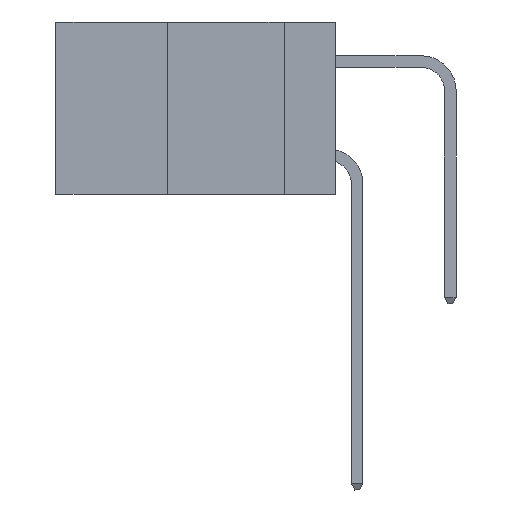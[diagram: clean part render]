
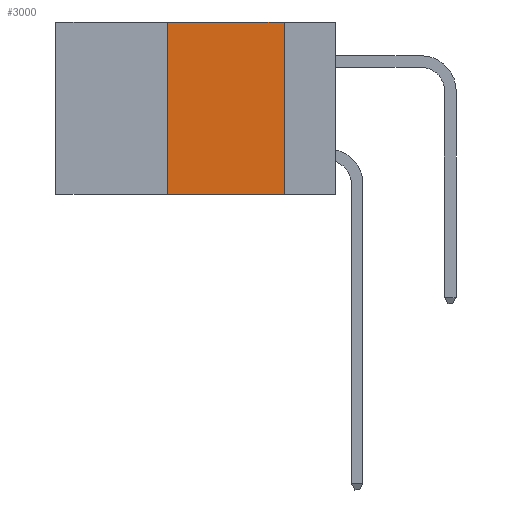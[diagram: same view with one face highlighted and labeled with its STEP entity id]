
A CAD part, left-side view. The second image highlights one B-rep face of the part: STEP entity #3000.
In plain terms, the highlighted planar face has unit normal (-1, 0, 0).
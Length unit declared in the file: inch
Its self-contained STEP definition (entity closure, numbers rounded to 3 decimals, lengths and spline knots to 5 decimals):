
#383 = VECTOR ( 'NONE', #20141, 39.37008 ) ;
#1088 = CARTESIAN_POINT ( 'NONE',  ( 0., 0.36, 0. ) ) ;
#1289 = VECTOR ( 'NONE', #4671, 39.37008 ) ;
#1422 = VERTEX_POINT ( 'NONE', #12510 ) ;
#1870 = ORIENTED_EDGE ( 'NONE', *, *, #8112, .F. ) ;
#1894 = DIRECTION ( 'NONE',  ( 0., 0., -1. ) ) ;
#2477 = CARTESIAN_POINT ( 'NONE',  ( 0., 0.36, 0. ) ) ;
#3000 = ADVANCED_FACE ( 'NONE', ( #10113 ), #6491, .F. ) ;
#3478 = LINE ( 'NONE', #12349, #1289 ) ;
#4671 = DIRECTION ( 'NONE',  ( 0., -1., 0. ) ) ;
#4846 = VECTOR ( 'NONE', #15366, 39.37008 ) ;
#4964 = DIRECTION ( 'NONE',  ( 1., 0., 0. ) ) ;
#5200 = LINE ( 'NONE', #15529, #12074 ) ;
#6056 = DIRECTION ( 'NONE',  ( 0., 0., -1. ) ) ;
#6491 = PLANE ( 'NONE',  #8797 ) ;
#6492 = EDGE_CURVE ( 'NONE', #9523, #19006, #6791, .T. ) ;
#6535 = EDGE_LOOP ( 'NONE', ( #1870, #6672, #14822, #7722 ) ) ;
#6672 = ORIENTED_EDGE ( 'NONE', *, *, #6492, .F. ) ;
#6791 = LINE ( 'NONE', #10578, #383 ) ;
#7476 = CARTESIAN_POINT ( 'NONE',  ( 0., 0.36, -0.37 ) ) ;
#7722 = ORIENTED_EDGE ( 'NONE', *, *, #14505, .T. ) ;
#8112 = EDGE_CURVE ( 'NONE', #19006, #1422, #5200, .T. ) ;
#8797 = AXIS2_PLACEMENT_3D ( 'NONE', #18865, #4964, #1894 ) ;
#9523 = VERTEX_POINT ( 'NONE', #2477 ) ;
#10113 = FACE_OUTER_BOUND ( 'NONE', #6535, .T. ) ;
#10578 = CARTESIAN_POINT ( 'NONE',  ( 0., 0.6, 0. ) ) ;
#11398 = VERTEX_POINT ( 'NONE', #7476 ) ;
#12074 = VECTOR ( 'NONE', #6056, 39.37008 ) ;
#12349 = CARTESIAN_POINT ( 'NONE',  ( 0., 0.6, -0.37 ) ) ;
#12510 = CARTESIAN_POINT ( 'NONE',  ( 0., 0.11, -0.37 ) ) ;
#14505 = EDGE_CURVE ( 'NONE', #11398, #1422, #3478, .T. ) ;
#14822 = ORIENTED_EDGE ( 'NONE', *, *, #20117, .F. ) ;
#15366 = DIRECTION ( 'NONE',  ( 0., 0., 1. ) ) ;
#15475 = CARTESIAN_POINT ( 'NONE',  ( 0., 0.11, 0. ) ) ;
#15529 = CARTESIAN_POINT ( 'NONE',  ( 0., 0.11, 0. ) ) ;
#16911 = LINE ( 'NONE', #1088, #4846 ) ;
#18865 = CARTESIAN_POINT ( 'NONE',  ( 0., 0.6, 0. ) ) ;
#19006 = VERTEX_POINT ( 'NONE', #15475 ) ;
#20117 = EDGE_CURVE ( 'NONE', #11398, #9523, #16911, .T. ) ;
#20141 = DIRECTION ( 'NONE',  ( 0., -1., 0. ) ) ;
